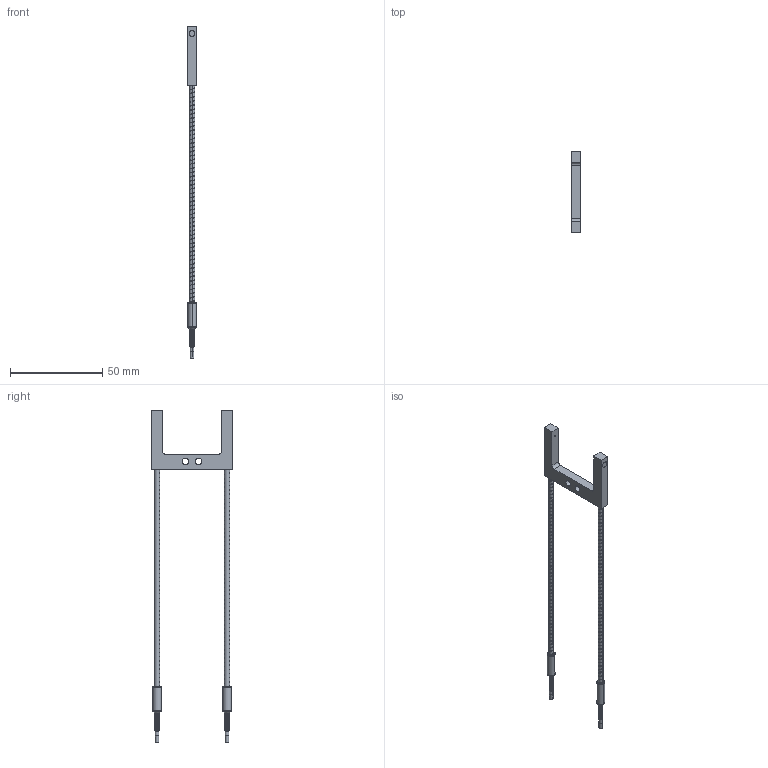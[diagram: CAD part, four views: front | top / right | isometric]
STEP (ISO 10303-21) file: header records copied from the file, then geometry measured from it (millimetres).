
FILE_DESCRIPTION((''),'2;1');
FILE_NAME('193944_ASM','2016-03-09T',('pdmadmin'),(''),'PRO/ENGINEER BY PARAMETRIC TECHNOLOGY CORPORATION, 2013230','PRO/ENGINEER BY PARAMETRIC TECHNOLOGY CORPORATION, 2013230','');
FILE_SCHEMA(('CONFIG_CONTROL_DESIGN'));
Length unit declared in the file: inch
Products named in the file (8): 39494_AF0; 51022; 110533; 110532; 81007_ASM; 39494_POTTING; 39494_POTTING_PLUG; 193944_ASM
Assembly tree (12 placements, depth 3):
  193944_ASM
    81007_ASM
      39494_AF0
      51022  x2
      110533  x2
      110532  x2
    39494_POTTING  x2
    39494_POTTING_PLUG  x2
Bounding box: 4.98 x 43.94 x 179.9 mm (x, y, z)
Volume: 5006.6 mm3; surface area: 14924.6 mm2
Topology: 13 solids, 15 shells, 1040 faces, 2120 edges, 1104 vertices
Faces by surface type: torus 400, cone 264, cylinder 194, bspline 132, plane 50
Entity records: 26652 total; most frequent: CARTESIAN_POINT 14851, DIRECTION 2756, ORIENTED_EDGE 2248, AXIS2_PLACEMENT_3D 1199, EDGE_CURVE 1126, CIRCLE 694, VERTEX_POINT 596, EDGE_LOOP 560
